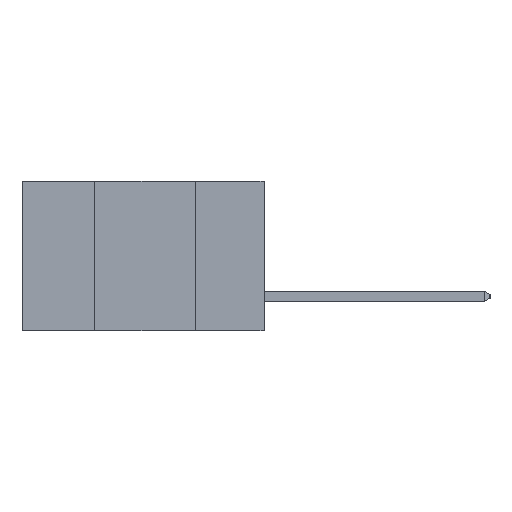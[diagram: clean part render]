
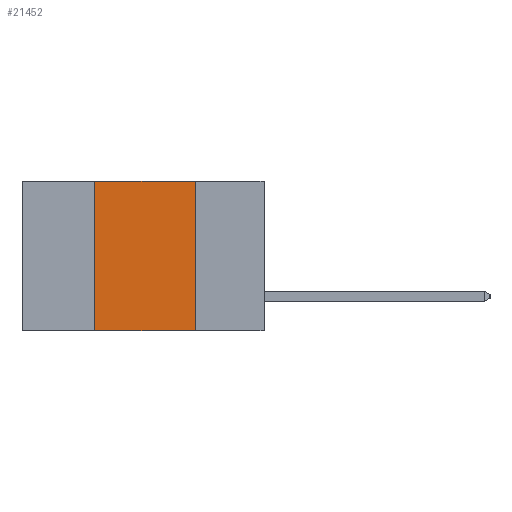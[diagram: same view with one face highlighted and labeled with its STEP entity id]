
A CAD part, left-side view. The second image highlights one B-rep face of the part: STEP entity #21452.
In plain terms, the highlighted planar face has unit normal (-1, 0, 0).
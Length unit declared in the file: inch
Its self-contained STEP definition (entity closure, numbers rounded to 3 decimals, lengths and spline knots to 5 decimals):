
#179 = CARTESIAN_POINT ( 'NONE',  ( 0., 0.42, -0.37 ) ) ;
#3285 = CARTESIAN_POINT ( 'NONE',  ( 0., 0.17, 0. ) ) ;
#3531 = PLANE ( 'NONE',  #16596 ) ;
#3638 = FACE_OUTER_BOUND ( 'NONE', #5351, .T. ) ;
#4666 = ORIENTED_EDGE ( 'NONE', *, *, #10474, .F. ) ;
#4899 = VECTOR ( 'NONE', #5182, 39.37008 ) ;
#5182 = DIRECTION ( 'NONE',  ( 0., 0., -1. ) ) ;
#5268 = CARTESIAN_POINT ( 'NONE',  ( 0., 0.17, -0.37 ) ) ;
#5351 = EDGE_LOOP ( 'NONE', ( #4666, #9411, #20369, #15259 ) ) ;
#5511 = DIRECTION ( 'NONE',  ( 0., 0., -1. ) ) ;
#5640 = VECTOR ( 'NONE', #13989, 39.37008 ) ;
#8634 = VERTEX_POINT ( 'NONE', #24715 ) ;
#9411 = ORIENTED_EDGE ( 'NONE', *, *, #24647, .F. ) ;
#9849 = VECTOR ( 'NONE', #23826, 39.37008 ) ;
#10445 = LINE ( 'NONE', #24009, #9849 ) ;
#10474 = EDGE_CURVE ( 'NONE', #12020, #8634, #20599, .T. ) ;
#10745 = VECTOR ( 'NONE', #21830, 39.37008 ) ;
#11648 = LINE ( 'NONE', #23469, #5640 ) ;
#11654 = VERTEX_POINT ( 'NONE', #14293 ) ;
#12020 = VERTEX_POINT ( 'NONE', #3285 ) ;
#12830 = EDGE_CURVE ( 'NONE', #21024, #11654, #10445, .T. ) ;
#13989 = DIRECTION ( 'NONE',  ( 0., -1., 0. ) ) ;
#14293 = CARTESIAN_POINT ( 'NONE',  ( 0., 0.42, 0. ) ) ;
#15259 = ORIENTED_EDGE ( 'NONE', *, *, #15400, .T. ) ;
#15400 = EDGE_CURVE ( 'NONE', #21024, #8634, #20471, .T. ) ;
#16596 = AXIS2_PLACEMENT_3D ( 'NONE', #23012, #17369, #5511 ) ;
#17369 = DIRECTION ( 'NONE',  ( 1., 0., 0. ) ) ;
#19928 = CARTESIAN_POINT ( 'NONE',  ( 0., 0.6, -0.37 ) ) ;
#20369 = ORIENTED_EDGE ( 'NONE', *, *, #12830, .F. ) ;
#20471 = LINE ( 'NONE', #19928, #10745 ) ;
#20599 = LINE ( 'NONE', #5268, #4899 ) ;
#21024 = VERTEX_POINT ( 'NONE', #179 ) ;
#21452 = ADVANCED_FACE ( 'NONE', ( #3638 ), #3531, .F. ) ;
#21830 = DIRECTION ( 'NONE',  ( 0., -1., 0. ) ) ;
#23012 = CARTESIAN_POINT ( 'NONE',  ( 0., 0.6, 0. ) ) ;
#23469 = CARTESIAN_POINT ( 'NONE',  ( 0., 0.6, 0. ) ) ;
#23826 = DIRECTION ( 'NONE',  ( 0., 0., 1. ) ) ;
#24009 = CARTESIAN_POINT ( 'NONE',  ( 0., 0.42, -0.37 ) ) ;
#24647 = EDGE_CURVE ( 'NONE', #11654, #12020, #11648, .T. ) ;
#24715 = CARTESIAN_POINT ( 'NONE',  ( 0., 0.17, -0.37 ) ) ;
